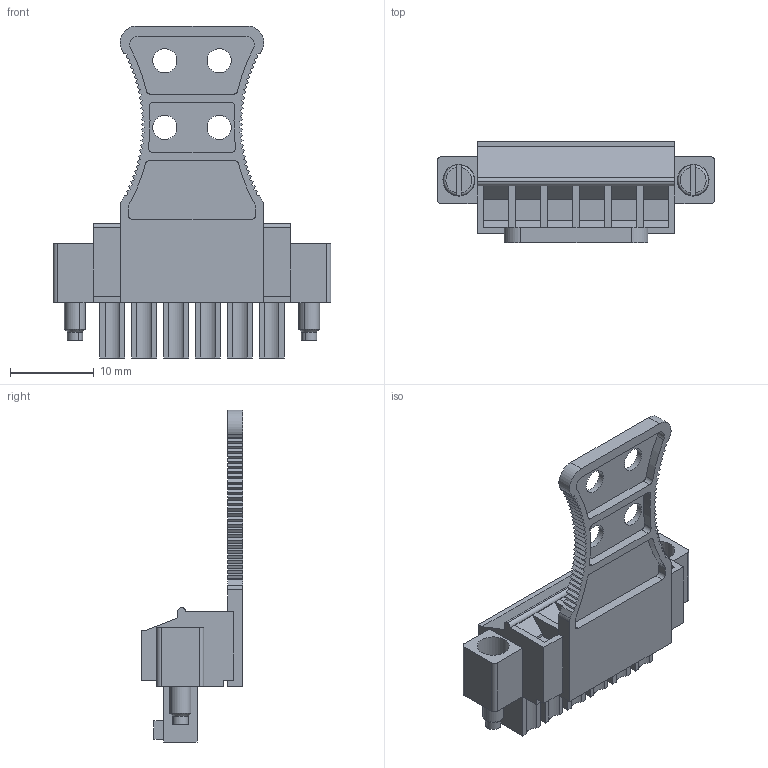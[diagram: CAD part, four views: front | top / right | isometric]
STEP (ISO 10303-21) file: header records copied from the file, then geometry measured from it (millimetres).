
FILE_DESCRIPTION(('CATIA V5 STEP Exchange','CAx-IF Rec.Pracs.--- Model Styling and Organization---1.2---2011-12-15'),'2;1');
FILE_NAME ('D1448176_0_1072140000_1072140000.stp','2018-09-19T13:48:26+00:00',('none'),('Weidmueller'),'CATIA Version 5-6 Release 2014','CATIA V5 STEP AP214','none');
FILE_SCHEMA(('AUTOMOTIVE_DESIGN { 1 0 10303 214 1 1 1 1 }'));
Length unit declared in the file: millimetre
Products named in the file (1): 1072140000
Bounding box: 33.25 x 12.2 x 39.75 mm (x, y, z)
Volume: 3108 mm3; surface area: 3929 mm2
Topology: 4 solids, 4 shells, 426 faces, 1141 edges, 754 vertices
Faces by surface type: plane 308, cylinder 90, cone 20, torus 8
Entity records: 12403 total; most frequent: ORIENTED_EDGE 2282, CARTESIAN_POINT 2223, DIRECTION 1723, EDGE_CURVE 1141, VECTOR 905, LINE 905, VERTEX_POINT 754, AXIS2_PLACEMENT_3D 524
